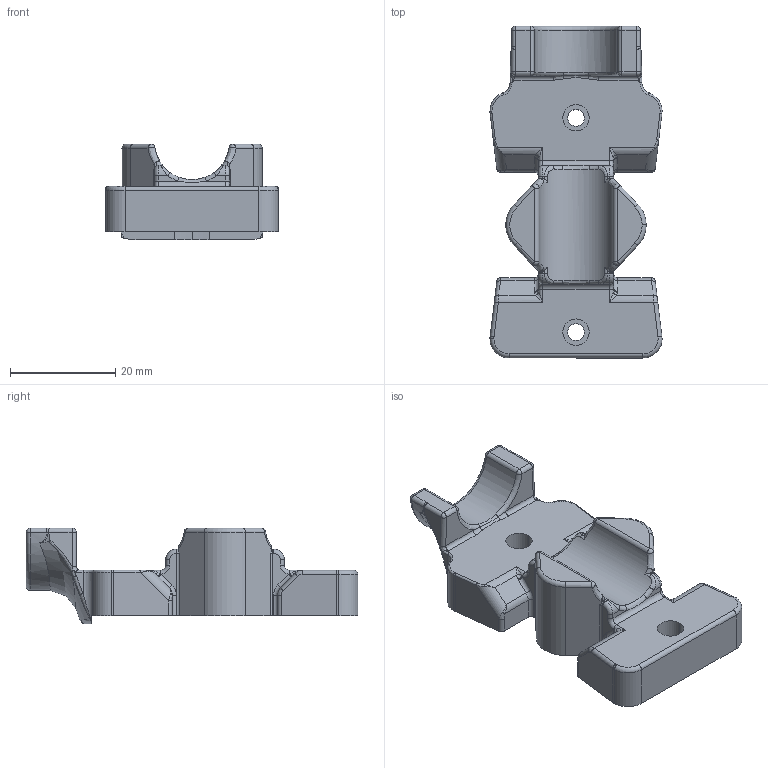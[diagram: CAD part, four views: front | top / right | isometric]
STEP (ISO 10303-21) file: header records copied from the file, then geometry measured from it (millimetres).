
FILE_DESCRIPTION (( 'STEP AP203' ), '1' );
FILE_NAME ('XTR Rubber Insert.STEP', '2014-09-30T02:00:17', ( '' ), ( '' ), 'SwSTEP 2.0', 'SolidWorks 2009', '' );
FILE_SCHEMA (( 'CONFIG_CONTROL_DESIGN' ));
Length unit declared in the file: millimetre
Products named in the file (1): XTR Rubber Insert
Bounding box: 32.65 x 62.93 x 18.16 mm (x, y, z)
Volume: 15040.8 mm3; surface area: 6275 mm2
Topology: 1 solids, 1 shells, 285 faces, 696 edges, 404 vertices
Faces by surface type: cylinder 113, bspline 60, plane 57, torus 41, sphere 12, cone 2
Entity records: 9793 total; most frequent: CARTESIAN_POINT 3546, ORIENTED_EDGE 1360, DIRECTION 1248, EDGE_CURVE 680, AXIS2_PLACEMENT_3D 514, VERTEX_POINT 404, EDGE_LOOP 296, CIRCLE 288
